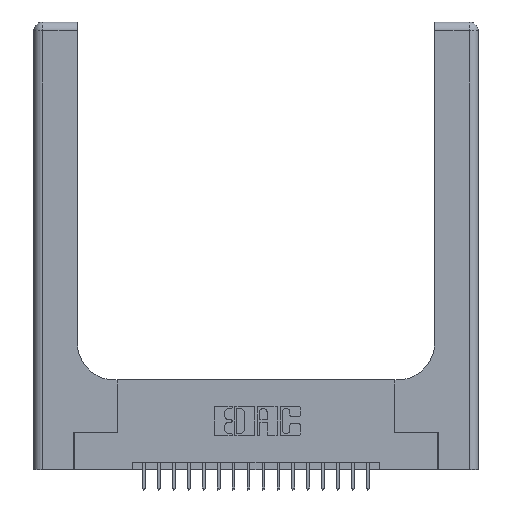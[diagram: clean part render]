
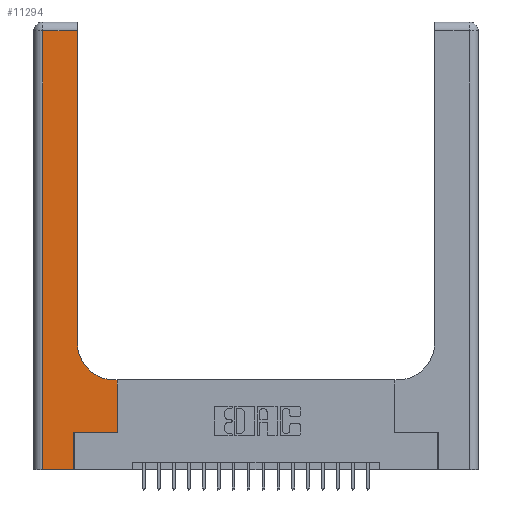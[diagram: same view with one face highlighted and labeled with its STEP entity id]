
A CAD part, top view. The second image highlights one B-rep face of the part: STEP entity #11294.
In plain terms, the highlighted planar face has unit normal (0, 0, 1).
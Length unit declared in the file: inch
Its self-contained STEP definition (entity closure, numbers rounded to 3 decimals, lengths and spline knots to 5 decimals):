
#931 = VERTEX_POINT ( 'NONE', #6353 ) ;
#1065 = VERTEX_POINT ( 'NONE', #13588 ) ;
#1074 = ORIENTED_EDGE ( 'NONE', *, *, #15639, .T. ) ;
#1118 = PLANE ( 'NONE',  #14320 ) ;
#1232 = DIRECTION ( 'NONE',  ( 0., 0., -1. ) ) ;
#1446 = DIRECTION ( 'NONE',  ( -1., 0., 0. ) ) ;
#1534 = CARTESIAN_POINT ( 'NONE',  ( 0.269, 0., 0.37 ) ) ;
#1650 = CARTESIAN_POINT ( 'NONE',  ( 0.2915, 3., 0.37 ) ) ;
#2035 = VERTEX_POINT ( 'NONE', #2720 ) ;
#2447 = VERTEX_POINT ( 'NONE', #8629 ) ;
#2589 = DIRECTION ( 'NONE',  ( -1., 0., 0. ) ) ;
#2603 = LINE ( 'NONE', #15787, #11678 ) ;
#2693 = CARTESIAN_POINT ( 'NONE',  ( 0.2915, 0.6, 0.37 ) ) ;
#2720 = CARTESIAN_POINT ( 'NONE',  ( 0.269, 0.25, 0.37 ) ) ;
#3040 = AXIS2_PLACEMENT_3D ( 'NONE', #18933, #5341, #8817 ) ;
#4057 = VECTOR ( 'NONE', #10730, 39.37008 ) ;
#4076 = CIRCLE ( 'NONE', #3040, 0.25 ) ;
#4350 = CARTESIAN_POINT ( 'NONE',  ( 0.2915, 0.85, 0.37 ) ) ;
#4677 = VECTOR ( 'NONE', #18152, 39.37008 ) ;
#4892 = LINE ( 'NONE', #1650, #12336 ) ;
#4998 = VERTEX_POINT ( 'NONE', #17902 ) ;
#5208 = ORIENTED_EDGE ( 'NONE', *, *, #9483, .T. ) ;
#5341 = DIRECTION ( 'NONE',  ( 0., 0., -1. ) ) ;
#5421 = LINE ( 'NONE', #13528, #9794 ) ;
#5627 = EDGE_LOOP ( 'NONE', ( #1074, #8609, #8939, #7461, #10845, #13638, #5208, #13768, #7364 ) ) ;
#6165 = EDGE_CURVE ( 'NONE', #4998, #21083, #2603, .T. ) ;
#6353 = CARTESIAN_POINT ( 'NONE',  ( 0.5585, 0.6, 0.37 ) ) ;
#6758 = EDGE_CURVE ( 'NONE', #18926, #8050, #4076, .T. ) ;
#6862 = VECTOR ( 'NONE', #2589, 39.37008 ) ;
#7364 = ORIENTED_EDGE ( 'NONE', *, *, #6758, .T. ) ;
#7461 = ORIENTED_EDGE ( 'NONE', *, *, #6165, .T. ) ;
#7721 = CARTESIAN_POINT ( 'NONE',  ( 0., 3., 0.37 ) ) ;
#8050 = VERTEX_POINT ( 'NONE', #4350 ) ;
#8609 = ORIENTED_EDGE ( 'NONE', *, *, #14792, .T. ) ;
#8629 = CARTESIAN_POINT ( 'NONE',  ( 0.06, 2.94, 0.37 ) ) ;
#8817 = DIRECTION ( 'NONE',  ( 1., 0., 0. ) ) ;
#8939 = ORIENTED_EDGE ( 'NONE', *, *, #11844, .T. ) ;
#9483 = EDGE_CURVE ( 'NONE', #15850, #931, #5421, .T. ) ;
#9717 = CARTESIAN_POINT ( 'NONE',  ( 0., 2.94, 0.37 ) ) ;
#9794 = VECTOR ( 'NONE', #12019, 39.37008 ) ;
#9826 = DIRECTION ( 'NONE',  ( -1., 0., 0. ) ) ;
#10706 = LINE ( 'NONE', #2693, #6862 ) ;
#10730 = DIRECTION ( 'NONE',  ( 1., 0., 0. ) ) ;
#10845 = ORIENTED_EDGE ( 'NONE', *, *, #12987, .T. ) ;
#10972 = FACE_OUTER_BOUND ( 'NONE', #5627, .T. ) ;
#11294 = ADVANCED_FACE ( 'NONE', ( #10972 ), #1118, .F. ) ;
#11678 = VECTOR ( 'NONE', #19224, 39.37008 ) ;
#11844 = EDGE_CURVE ( 'NONE', #2447, #4998, #13092, .T. ) ;
#12019 = DIRECTION ( 'NONE',  ( 0., 1., 0. ) ) ;
#12159 = CARTESIAN_POINT ( 'NONE',  ( 0.5415, 0.6, 0.37 ) ) ;
#12336 = VECTOR ( 'NONE', #16230, 39.37008 ) ;
#12987 = EDGE_CURVE ( 'NONE', #21083, #2035, #19560, .T. ) ;
#13092 = LINE ( 'NONE', #19654, #4677 ) ;
#13269 = LINE ( 'NONE', #9717, #17470 ) ;
#13528 = CARTESIAN_POINT ( 'NONE',  ( 0.5585, 0.25, 0.37 ) ) ;
#13588 = CARTESIAN_POINT ( 'NONE',  ( 0.2915, 2.94, 0.37 ) ) ;
#13638 = ORIENTED_EDGE ( 'NONE', *, *, #15942, .T. ) ;
#13768 = ORIENTED_EDGE ( 'NONE', *, *, #17558, .T. ) ;
#13912 = CARTESIAN_POINT ( 'NONE',  ( 0.269, 0., 0.37 ) ) ;
#14320 = AXIS2_PLACEMENT_3D ( 'NONE', #7721, #1232, #1446 ) ;
#14792 = EDGE_CURVE ( 'NONE', #1065, #2447, #13269, .T. ) ;
#15639 = EDGE_CURVE ( 'NONE', #8050, #1065, #4892, .T. ) ;
#15787 = CARTESIAN_POINT ( 'NONE',  ( 0., 0., 0.37 ) ) ;
#15850 = VERTEX_POINT ( 'NONE', #16546 ) ;
#15942 = EDGE_CURVE ( 'NONE', #2035, #15850, #20427, .T. ) ;
#16230 = DIRECTION ( 'NONE',  ( 0., 1., 0. ) ) ;
#16546 = CARTESIAN_POINT ( 'NONE',  ( 0.5585, 0.25, 0.37 ) ) ;
#17470 = VECTOR ( 'NONE', #9826, 39.37008 ) ;
#17558 = EDGE_CURVE ( 'NONE', #931, #18926, #10706, .T. ) ;
#17902 = CARTESIAN_POINT ( 'NONE',  ( 0.06, 0., 0.37 ) ) ;
#18152 = DIRECTION ( 'NONE',  ( 0., -1., 0. ) ) ;
#18926 = VERTEX_POINT ( 'NONE', #12159 ) ;
#18933 = CARTESIAN_POINT ( 'NONE',  ( 0.5415, 0.85, 0.37 ) ) ;
#19124 = CARTESIAN_POINT ( 'NONE',  ( 0.269, 0.25, 0.37 ) ) ;
#19224 = DIRECTION ( 'NONE',  ( 1., 0., 0. ) ) ;
#19535 = VECTOR ( 'NONE', #19657, 39.37008 ) ;
#19560 = LINE ( 'NONE', #1534, #19535 ) ;
#19654 = CARTESIAN_POINT ( 'NONE',  ( 0.06, 3., 0.37 ) ) ;
#19657 = DIRECTION ( 'NONE',  ( 0., 1., 0. ) ) ;
#20427 = LINE ( 'NONE', #19124, #4057 ) ;
#21083 = VERTEX_POINT ( 'NONE', #13912 ) ;
